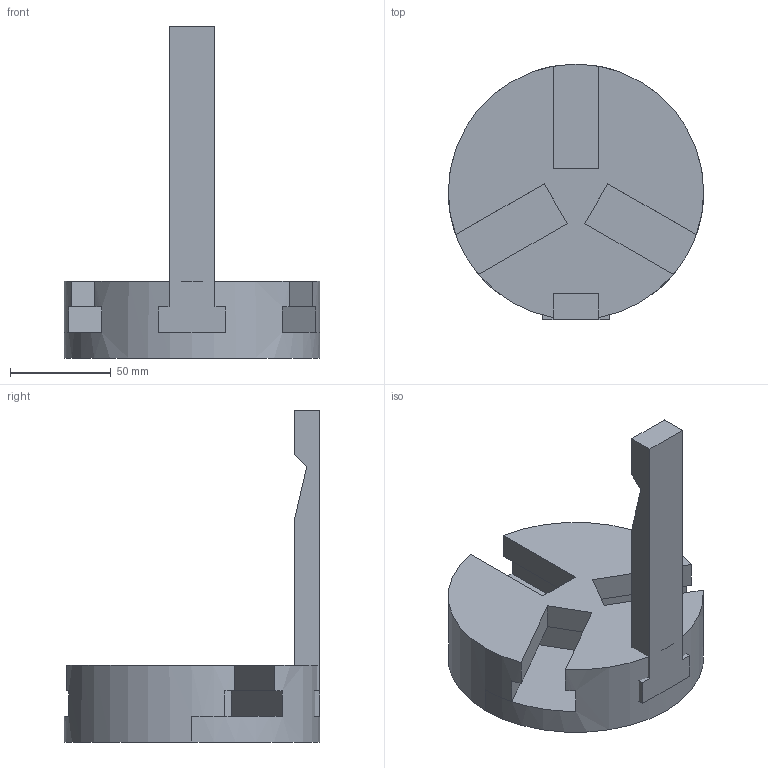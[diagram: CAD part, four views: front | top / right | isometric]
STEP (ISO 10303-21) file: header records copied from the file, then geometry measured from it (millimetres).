
FILE_DESCRIPTION((''),'2;1');
FILE_NAME('S4850111_3JAWGRIPPER_ASM','2020-02-12T17:43:49',('cheta'),(''),'CREO PARAMETRIC BY PTC INC, 2019224','CREO PARAMETRIC BY PTC INC, 2019224','');
FILE_SCHEMA(('CONFIG_CONTROL_DESIGN'));
Length unit declared in the file: inch
Products named in the file (3): S4850111_JAW; S4850111_GRIPPER; S4850111_3JAWGRIPPER_ASM
Assembly tree (2 placements, depth 2):
  S4850111_3JAWGRIPPER_ASM
    S4850111_JAW
    S4850111_GRIPPER
Bounding box: 127 x 127.05 x 165.1 mm (x, y, z)
Volume: 415548.7 mm3; surface area: 63356.5 mm2
Topology: 2 solids, 2 shells, 41 faces, 111 edges, 74 vertices
Faces by surface type: plane 39, cylinder 2
Entity records: 1375 total; most frequent: CARTESIAN_POINT 231, ORIENTED_EDGE 222, DIRECTION 219, EDGE_CURVE 111, VECTOR 95, LINE 95, VERTEX_POINT 74, AXIS2_PLACEMENT_3D 62
